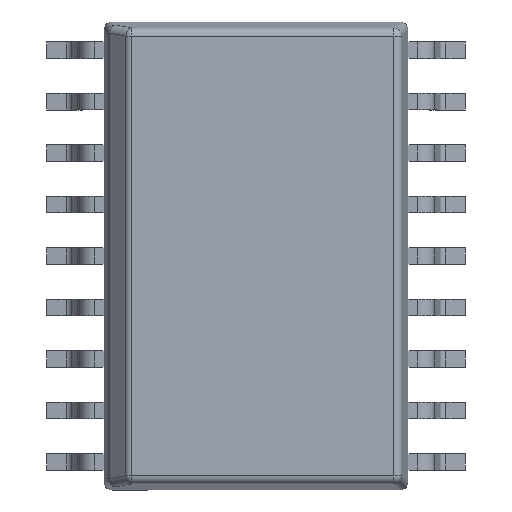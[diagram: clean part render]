
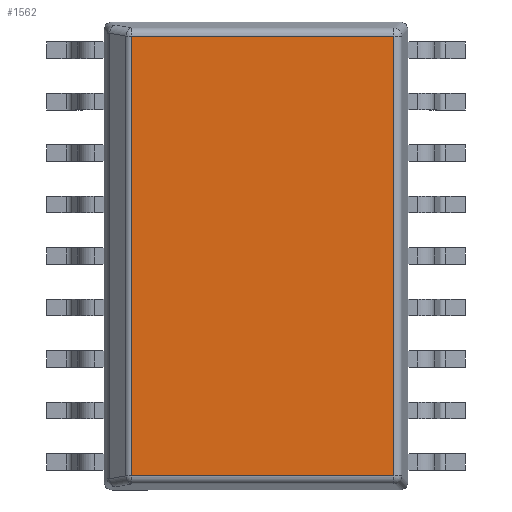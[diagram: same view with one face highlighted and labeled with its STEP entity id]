
A CAD part, top view. The second image highlights one B-rep face of the part: STEP entity #1562.
In plain terms, the highlighted face is planar.
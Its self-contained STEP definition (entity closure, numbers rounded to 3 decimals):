
#385=DIRECTION('',(0.,0.,-1.));
#386=VECTOR('',#385,6.472);
#387=CARTESIAN_POINT('',(5.428,1.018,3.403));
#388=LINE('',#387,#386);
#399=DIRECTION('',(1.,0.,0.));
#400=VECTOR('',#399,10.855);
#401=CARTESIAN_POINT('',(-5.428,1.018,-3.069));
#402=LINE('',#401,#400);
#437=DIRECTION('',(0.,0.,1.));
#438=VECTOR('',#437,6.472);
#439=CARTESIAN_POINT('',(-5.428,1.018,-3.069));
#440=LINE('',#439,#438);
#475=DIRECTION('',(1.,0.,0.));
#476=VECTOR('',#475,10.855);
#477=CARTESIAN_POINT('',(-5.428,1.018,3.403));
#478=LINE('',#477,#476);
#1185=CARTESIAN_POINT('',(-5.428,1.018,3.403));
#1186=CARTESIAN_POINT('',(5.428,1.018,3.403));
#1187=VERTEX_POINT('',#1185);
#1188=VERTEX_POINT('',#1186);
#1253=CARTESIAN_POINT('',(-5.428,1.018,-3.069));
#1254=VERTEX_POINT('',#1253);
#1255=CARTESIAN_POINT('',(5.428,1.018,-3.069));
#1256=VERTEX_POINT('',#1255);
#1548=CARTESIAN_POINT('',(0.,1.018,0.));
#1549=DIRECTION('',(0.,1.,0.));
#1550=DIRECTION('',(1.,0.,0.));
#1551=AXIS2_PLACEMENT_3D('',#1548,#1549,#1550);
#1552=PLANE('',#1551);
#1554=ORIENTED_EDGE('',*,*,#1553,.T.);
#1555=ORIENTED_EDGE('',*,*,#1538,.F.);
#1557=ORIENTED_EDGE('',*,*,#1556,.F.);
#1559=ORIENTED_EDGE('',*,*,#1558,.F.);
#1560=EDGE_LOOP('',(#1554,#1555,#1557,#1559));
#1561=FACE_OUTER_BOUND('',#1560,.F.);
#1562=ADVANCED_FACE('',(#1561),#1552,.T.);
#1538=EDGE_CURVE('',#1188,#1256,#388,.T.);
#1553=EDGE_CURVE('',#1254,#1256,#402,.T.);
#1556=EDGE_CURVE('',#1187,#1188,#478,.T.);
#1558=EDGE_CURVE('',#1254,#1187,#440,.T.);
